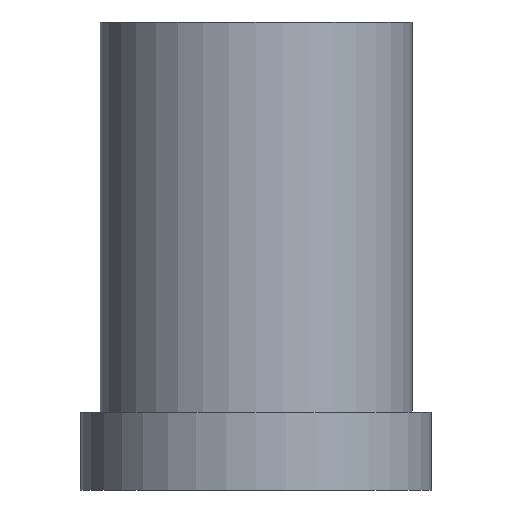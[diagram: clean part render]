
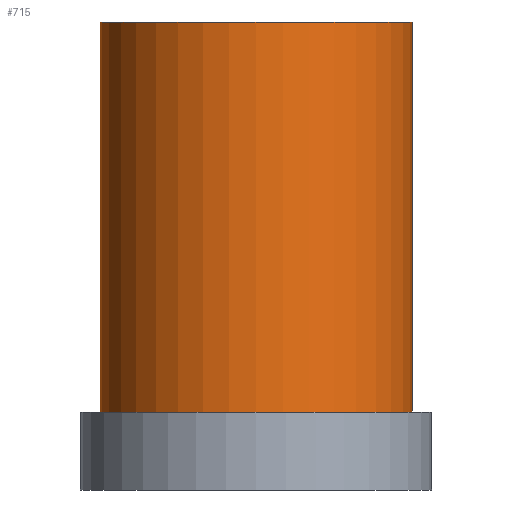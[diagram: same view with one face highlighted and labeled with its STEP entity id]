
A CAD part, front view. The second image highlights one B-rep face of the part: STEP entity #715.
In plain terms, the highlighted cylindrical face has radius 2 mm (diameter 4 mm), a full revolution.
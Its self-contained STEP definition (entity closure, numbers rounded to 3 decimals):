
#64=FACE_OUTER_BOUND('',#105,.T.);
#105=EDGE_LOOP('',(#635,#636,#637,#638));
#114=CIRCLE('',#772,2.);
#115=CIRCLE('',#775,2.);
#215=LINE('',#3154,#247);
#247=VECTOR('',#899,2.);
#318=VERTEX_POINT('',#3148);
#319=VERTEX_POINT('',#3153);
#424=EDGE_CURVE('',#318,#318,#114,.T.);
#426=EDGE_CURVE('',#318,#319,#215,.T.);
#427=EDGE_CURVE('',#319,#319,#115,.T.);
#635=ORIENTED_EDGE('',*,*,#424,.F.);
#636=ORIENTED_EDGE('',*,*,#426,.T.);
#637=ORIENTED_EDGE('',*,*,#427,.F.);
#638=ORIENTED_EDGE('',*,*,#426,.F.);
#677=CYLINDRICAL_SURFACE('',#774,2.);
#715=ADVANCED_FACE('',(#64),#677,.T.);
#772=AXIS2_PLACEMENT_3D('',#3149,#892,#893);
#774=AXIS2_PLACEMENT_3D('',#3152,#897,#898);
#775=AXIS2_PLACEMENT_3D('',#3155,#900,#901);
#892=DIRECTION('center_axis',(0.,0.,-1.));
#893=DIRECTION('ref_axis',(-1.,0.,0.));
#897=DIRECTION('center_axis',(0.,0.,-1.));
#898=DIRECTION('ref_axis',(-1.,0.,0.));
#899=DIRECTION('',(0.,0.,1.));
#900=DIRECTION('center_axis',(0.,0.,1.));
#901=DIRECTION('ref_axis',(-1.,0.,0.));
#3148=CARTESIAN_POINT('',(-207.937,66.505,-10.));
#3149=CARTESIAN_POINT('Origin',(-209.937,66.505,-10.));
#3152=CARTESIAN_POINT('Origin',(-209.937,66.505,-5.));
#3153=CARTESIAN_POINT('',(-207.937,66.505,-5.));
#3154=CARTESIAN_POINT('',(-207.937,66.505,-5.));
#3155=CARTESIAN_POINT('Origin',(-209.937,66.505,-5.));
